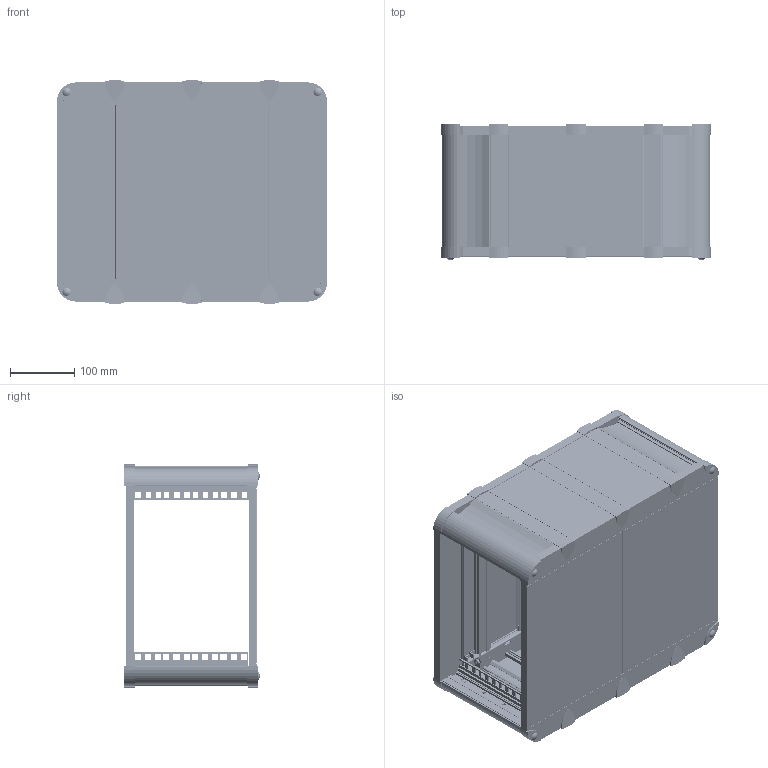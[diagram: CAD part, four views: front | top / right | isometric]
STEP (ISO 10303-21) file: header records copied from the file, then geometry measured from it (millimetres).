
FILE_DESCRIPTION((''),'2;1');
FILE_NAME('RICASE_42TE_4HE_420TIEF-UNB_ASM','2014-09-12T',('wkoerber'),(''),'PRO/ENGINEER BY PARAMETRIC TECHNOLOGY CORPORATION, 2010160','PRO/ENGINEER BY PARAMETRIC TECHNOLOGY CORPORATION, 2010160','');
FILE_SCHEMA(('AUTOMOTIVE_DESIGN { 1 0 10303 214 1 1 1 1 }'));
Length unit declared in the file: millimetre
Products named in the file (30): 0000-00037974-0001_UNBEL; 0000-00038030-0001_UNBEL; 0000-00023109; 0000-00023111; 0000-00037976-0001_UNBEL; A12248XXRCXX_03; A12248XXRCXX-LINKS_03; A13544XXRCXX_420; RC-TIEFENPROFIL-42TE_420_ASM; 1111-00018073; 0000-00023105; 0000-00037975-0008_ASM; 0000-00037983-0003; 0000-00037984-0003; 0000-00037985-0002; 0000-00037977-0003; 0000-00037973-0003; 0000-00037978-0005; 0000-00037978-0006; 0000-00023055; 0000-00037986-0006_ASM; 0000-00038026-0001; 0000-00038026-0002; 0000-00023102; 0000-00012207; 0000-00035041-0003; 0000-00023104; 0000-00023106; 0000-00037987-0018_ASM; RICASE_42TE_4HE_420TIEF-UNB_ASM
Assembly tree (109 placements, depth 5):
  RICASE_42TE_4HE_420TIEF-UNB_ASM
    0000-00037987-0018_ASM
      0000-00037975-0008_ASM  x2
        0000-00037974-0001_UNBEL
        0000-00038030-0001_UNBEL
        0000-00023109
        0000-00023111
        0000-00037976-0001_UNBEL
        RC-TIEFENPROFIL-42TE_420_ASM
          A12248XXRCXX_03
          A12248XXRCXX-LINKS_03
          A13544XXRCXX_420  x2
        1111-00018073
        0000-00023105
      0000-00037986-0006_ASM  x2
        0000-00037983-0003
        0000-00037984-0003
        0000-00037985-0002
        0000-00037977-0003
        0000-00037973-0003
        0000-00037978-0005
        0000-00037978-0006
        0000-00023055
      0000-00038026-0001  x4
      0000-00038026-0002  x4
      0000-00023102  x12
      0000-00012207  x24
      0000-00035041-0003  x4
      0000-00023104  x8
      0000-00023106  x3
Bounding box: 420.12 x 210.8 x 348.05 mm (x, y, z)
Volume: 2062433.2 mm3; surface area: 2237272.7 mm2
Topology: 147 solids, 147 shells, 9113 faces, 25742 edges, 16923 vertices
Faces by surface type: plane 4566, cylinder 2826, cone 958, torus 640, sphere 99, bspline 24
Entity records: 90916 total; most frequent: CARTESIAN_POINT 14668, DIRECTION 12362, ORIENTED_EDGE 12166, EDGE_CURVE 6083, PRESENTATION_STYLE_ASSIGNMENT 5610, STYLED_ITEM 5610, CURVE_STYLE 5588, AXIS2_PLACEMENT_3D 4265
